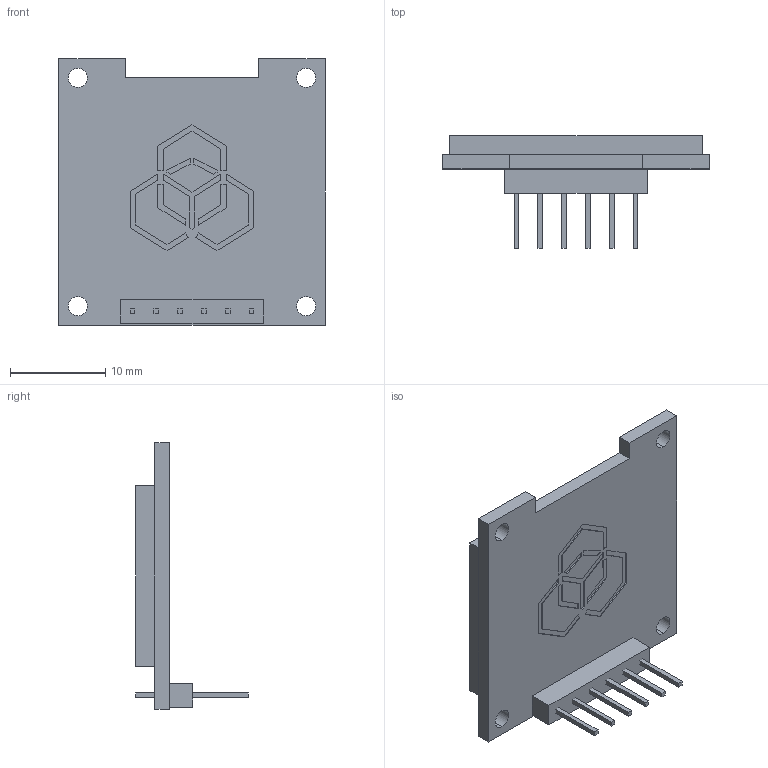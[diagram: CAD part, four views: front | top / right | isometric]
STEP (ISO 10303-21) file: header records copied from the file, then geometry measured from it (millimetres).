
FILE_DESCRIPTION (( 'STEP AP214' ), '1' );
FILE_NAME ('Äèñïëåé OLED 0.96''.STEP', '2015-11-06T18:05:00', ( '' ), ( '' ), 'SwSTEP 2.0', 'SolidWorks 2015', '' );
FILE_SCHEMA (( 'AUTOMOTIVE_DESIGN' ));
Length unit declared in the file: millimetre
Products named in the file (1): Äèñïëåé OLED 0.96''
Bounding box: 28 x 11.8 x 28 mm (x, y, z)
Volume: 2230 mm3; surface area: 3208.8 mm2
Topology: 9 solids, 9 shells, 136 faces, 330 edges, 220 vertices
Faces by surface type: plane 128, cylinder 8
Entity records: 5528 total; most frequent: CARTESIAN_POINT 687, ORIENTED_EDGE 660, DIRECTION 620, EDGE_CURVE 330, LINE 314, VECTOR 314, VERTEX_POINT 220, AXIS2_PLACEMENT_3D 153
